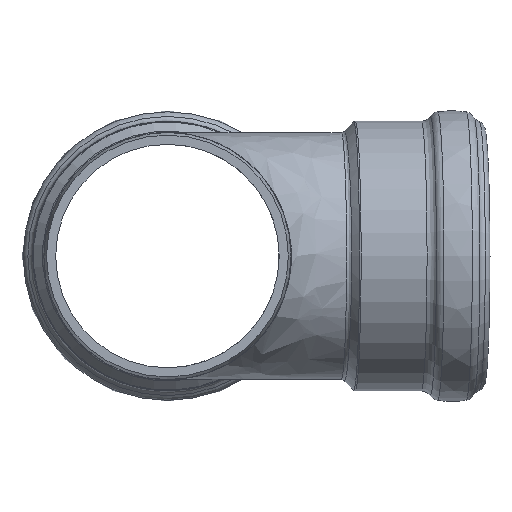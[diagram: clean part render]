
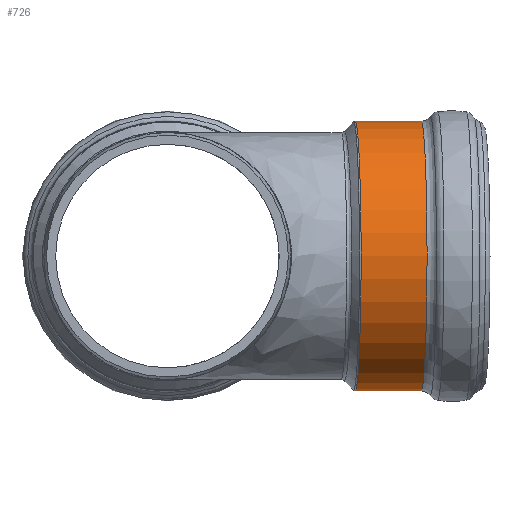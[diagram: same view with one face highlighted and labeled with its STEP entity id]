
A CAD part, front view. The second image highlights one B-rep face of the part: STEP entity #726.
In plain terms, the highlighted cylindrical face has radius 60.2 mm (diameter 120.4 mm), a full revolution.
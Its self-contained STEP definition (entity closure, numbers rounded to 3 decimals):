
#21=CYLINDRICAL_SURFACE('',#810,60.2);
#56=FACE_BOUND('',#226,.T.);
#148=FACE_OUTER_BOUND('',#225,.T.);
#225=EDGE_LOOP('',(#628));
#226=EDGE_LOOP('',(#629));
#311=CIRCLE('',#809,60.2);
#312=CIRCLE('',#811,60.2);
#405=VERTEX_POINT('',#2558);
#406=VERTEX_POINT('',#2561);
#490=EDGE_CURVE('',#405,#405,#311,.T.);
#491=EDGE_CURVE('',#406,#406,#312,.T.);
#628=ORIENTED_EDGE('',*,*,#490,.T.);
#629=ORIENTED_EDGE('',*,*,#491,.F.);
#726=ADVANCED_FACE('',(#148,#56),#21,.T.);
#809=AXIS2_PLACEMENT_3D('',#2559,#973,#974);
#810=AXIS2_PLACEMENT_3D('',#2560,#975,#976);
#811=AXIS2_PLACEMENT_3D('',#2562,#977,#978);
#973=DIRECTION('center_axis',(-0.999,-0.044,0.));
#974=DIRECTION('ref_axis',(0.044,-0.999,0.));
#975=DIRECTION('center_axis',(-0.999,-0.044,0.));
#976=DIRECTION('ref_axis',(0.044,-0.999,0.));
#977=DIRECTION('center_axis',(-0.999,-0.044,0.));
#978=DIRECTION('ref_axis',(0.044,-0.999,0.));
#2558=CARTESIAN_POINT('',(115.919,91.604,0.));
#2559=CARTESIAN_POINT('Origin',(113.294,151.747,0.));
#2560=CARTESIAN_POINT('Origin',(88.99,150.685,0.));
#2561=CARTESIAN_POINT('',(86.472,90.318,0.));
#2562=CARTESIAN_POINT('Origin',(83.846,150.461,0.));
